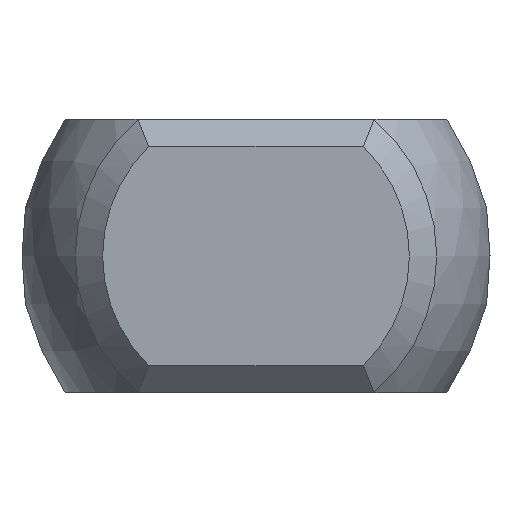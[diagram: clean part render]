
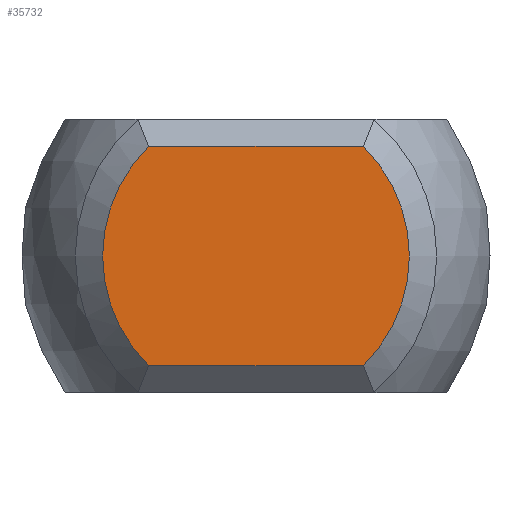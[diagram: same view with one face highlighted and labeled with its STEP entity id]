
A CAD part, left-side view. The second image highlights one B-rep face of the part: STEP entity #35732.
In plain terms, the highlighted planar face has unit normal (-1, 0, 0).
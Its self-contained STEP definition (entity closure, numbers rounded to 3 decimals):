
#32886 = PLANE('',#32887);
#32887 = AXIS2_PLACEMENT_3D('',#32888,#32889,#32890);
#32888 = CARTESIAN_POINT('',(-24.75,3.125,2.25));
#32889 = DIRECTION('',(0.707,0.,-0.707));
#32890 = DIRECTION('',(-0.707,0.,-0.707));
#35081 = EDGE_CURVE('',#35082,#35084,#35086,.T.);
#35082 = VERTEX_POINT('',#35083);
#35083 = CARTESIAN_POINT('',(-25.,-1.96,-2.));
#35084 = VERTEX_POINT('',#35085);
#35085 = CARTESIAN_POINT('',(-25.,-1.96,2.));
#35086 = SURFACE_CURVE('',#35087,(#35092,#35104),.PCURVE_S1.);
#35087 = CIRCLE('',#35088,2.8);
#35088 = AXIS2_PLACEMENT_3D('',#35089,#35090,#35091);
#35089 = CARTESIAN_POINT('',(-25.,0.,0.));
#35090 = DIRECTION('',(-1.,0.,0.));
#35091 = DIRECTION('',(0.,-1.,0.));
#35092 = PCURVE('',#35093,#35098);
#35093 = CONICAL_SURFACE('',#35094,3.05,0.785);
#35094 = AXIS2_PLACEMENT_3D('',#35095,#35096,#35097);
#35095 = CARTESIAN_POINT('',(-24.75,0.,0.));
#35096 = DIRECTION('',(1.,0.,0.));
#35097 = DIRECTION('',(0.,-1.,0.));
#35098 = DEFINITIONAL_REPRESENTATION('',(#35099),#35103);
#35099 = LINE('',#35100,#35101);
#35100 = CARTESIAN_POINT('',(6.283,-0.25));
#35101 = VECTOR('',#35102,1.);
#35102 = DIRECTION('',(-1.,0.));
#35103 = ( GEOMETRIC_REPRESENTATION_CONTEXT(2) 
PARAMETRIC_REPRESENTATION_CONTEXT() REPRESENTATION_CONTEXT('2D SPACE',''
  ) );
#35104 = PCURVE('',#35105,#35110);
#35105 = PLANE('',#35106);
#35106 = AXIS2_PLACEMENT_3D('',#35107,#35108,#35109);
#35107 = CARTESIAN_POINT('',(-25.,0.,0.));
#35108 = DIRECTION('',(1.,0.,0.));
#35109 = DIRECTION('',(0.,0.,-1.));
#35110 = DEFINITIONAL_REPRESENTATION('',(#35111),#35119);
#35111 = ( BOUNDED_CURVE() B_SPLINE_CURVE(2,(#35112,#35113,#35114,#35115
    ,#35116,#35117,#35118),.UNSPECIFIED.,.T.,.F.) 
B_SPLINE_CURVE_WITH_KNOTS((1,2,2,2,2,1),(-2.094,0.,
    2.094,4.189,6.283,8.378),
.UNSPECIFIED.) CURVE() GEOMETRIC_REPRESENTATION_ITEM() 
RATIONAL_B_SPLINE_CURVE((1.,0.5,1.,0.5,1.,0.5,1.)) REPRESENTATION_ITEM(
  '') );
#35112 = CARTESIAN_POINT('',(0.,-2.8));
#35113 = CARTESIAN_POINT('',(-4.85,-2.8));
#35114 = CARTESIAN_POINT('',(-2.425,1.4));
#35115 = CARTESIAN_POINT('',(0.,5.6));
#35116 = CARTESIAN_POINT('',(2.425,1.4));
#35117 = CARTESIAN_POINT('',(4.85,-2.8));
#35118 = CARTESIAN_POINT('',(0.,-2.8));
#35119 = ( GEOMETRIC_REPRESENTATION_CONTEXT(2) 
PARAMETRIC_REPRESENTATION_CONTEXT() REPRESENTATION_CONTEXT('2D SPACE',''
  ) );
#35137 = PLANE('',#35138);
#35138 = AXIS2_PLACEMENT_3D('',#35139,#35140,#35141);
#35139 = CARTESIAN_POINT('',(-24.75,-3.125,-2.25));
#35140 = DIRECTION('',(0.707,0.,0.707)
  );
#35141 = DIRECTION('',(0.707,0.,-0.707));
#35197 = EDGE_CURVE('',#35084,#35198,#35200,.T.);
#35198 = VERTEX_POINT('',#35199);
#35199 = CARTESIAN_POINT('',(-25.,1.96,2.));
#35200 = SURFACE_CURVE('',#35201,(#35205,#35212),.PCURVE_S1.);
#35201 = LINE('',#35202,#35203);
#35202 = CARTESIAN_POINT('',(-25.,3.125,2.));
#35203 = VECTOR('',#35204,1.);
#35204 = DIRECTION('',(0.,1.,0.));
#35205 = PCURVE('',#32886,#35206);
#35206 = DEFINITIONAL_REPRESENTATION('',(#35207),#35211);
#35207 = LINE('',#35208,#35209);
#35208 = CARTESIAN_POINT('',(0.354,0.));
#35209 = VECTOR('',#35210,1.);
#35210 = DIRECTION('',(0.,1.));
#35211 = ( GEOMETRIC_REPRESENTATION_CONTEXT(2) 
PARAMETRIC_REPRESENTATION_CONTEXT() REPRESENTATION_CONTEXT('2D SPACE',''
  ) );
#35212 = PCURVE('',#35105,#35213);
#35213 = DEFINITIONAL_REPRESENTATION('',(#35214),#35218);
#35214 = LINE('',#35215,#35216);
#35215 = CARTESIAN_POINT('',(-2.,3.125));
#35216 = VECTOR('',#35217,1.);
#35217 = DIRECTION('',(0.,1.));
#35218 = ( GEOMETRIC_REPRESENTATION_CONTEXT(2) 
PARAMETRIC_REPRESENTATION_CONTEXT() REPRESENTATION_CONTEXT('2D SPACE',''
  ) );
#35238 = CONICAL_SURFACE('',#35239,3.05,0.785);
#35239 = AXIS2_PLACEMENT_3D('',#35240,#35241,#35242);
#35240 = CARTESIAN_POINT('',(-24.75,0.,0.));
#35241 = DIRECTION('',(1.,0.,0.));
#35242 = DIRECTION('',(-0.,1.,0.));
#35252 = EDGE_CURVE('',#35198,#35253,#35255,.T.);
#35253 = VERTEX_POINT('',#35254);
#35254 = CARTESIAN_POINT('',(-25.,1.96,-2.));
#35255 = SURFACE_CURVE('',#35256,(#35261,#35268),.PCURVE_S1.);
#35256 = CIRCLE('',#35257,2.8);
#35257 = AXIS2_PLACEMENT_3D('',#35258,#35259,#35260);
#35258 = CARTESIAN_POINT('',(-25.,0.,0.));
#35259 = DIRECTION('',(-1.,0.,0.));
#35260 = DIRECTION('',(0.,1.,0.));
#35261 = PCURVE('',#35238,#35262);
#35262 = DEFINITIONAL_REPRESENTATION('',(#35263),#35267);
#35263 = LINE('',#35264,#35265);
#35264 = CARTESIAN_POINT('',(6.283,-0.25));
#35265 = VECTOR('',#35266,1.);
#35266 = DIRECTION('',(-1.,0.));
#35267 = ( GEOMETRIC_REPRESENTATION_CONTEXT(2) 
PARAMETRIC_REPRESENTATION_CONTEXT() REPRESENTATION_CONTEXT('2D SPACE',''
  ) );
#35268 = PCURVE('',#35105,#35269);
#35269 = DEFINITIONAL_REPRESENTATION('',(#35270),#35278);
#35270 = ( BOUNDED_CURVE() B_SPLINE_CURVE(2,(#35271,#35272,#35273,#35274
    ,#35275,#35276,#35277),.UNSPECIFIED.,.T.,.F.) 
B_SPLINE_CURVE_WITH_KNOTS((1,2,2,2,2,1),(-2.094,0.,
    2.094,4.189,6.283,8.378),
.UNSPECIFIED.) CURVE() GEOMETRIC_REPRESENTATION_ITEM() 
RATIONAL_B_SPLINE_CURVE((1.,0.5,1.,0.5,1.,0.5,1.)) REPRESENTATION_ITEM(
  '') );
#35271 = CARTESIAN_POINT('',(0.,2.8));
#35272 = CARTESIAN_POINT('',(4.85,2.8));
#35273 = CARTESIAN_POINT('',(2.425,-1.4));
#35274 = CARTESIAN_POINT('',(0.,-5.6));
#35275 = CARTESIAN_POINT('',(-2.425,-1.4));
#35276 = CARTESIAN_POINT('',(-4.85,2.8));
#35277 = CARTESIAN_POINT('',(0.,2.8));
#35278 = ( GEOMETRIC_REPRESENTATION_CONTEXT(2) 
PARAMETRIC_REPRESENTATION_CONTEXT() REPRESENTATION_CONTEXT('2D SPACE',''
  ) );
#35352 = EDGE_CURVE('',#35253,#35082,#35353,.T.);
#35353 = SURFACE_CURVE('',#35354,(#35358,#35365),.PCURVE_S1.);
#35354 = LINE('',#35355,#35356);
#35355 = CARTESIAN_POINT('',(-25.,-3.125,-2.));
#35356 = VECTOR('',#35357,1.);
#35357 = DIRECTION('',(0.,-1.,0.));
#35358 = PCURVE('',#35137,#35359);
#35359 = DEFINITIONAL_REPRESENTATION('',(#35360),#35364);
#35360 = LINE('',#35361,#35362);
#35361 = CARTESIAN_POINT('',(-0.354,0.));
#35362 = VECTOR('',#35363,1.);
#35363 = DIRECTION('',(0.,-1.));
#35364 = ( GEOMETRIC_REPRESENTATION_CONTEXT(2) 
PARAMETRIC_REPRESENTATION_CONTEXT() REPRESENTATION_CONTEXT('2D SPACE',''
  ) );
#35365 = PCURVE('',#35105,#35366);
#35366 = DEFINITIONAL_REPRESENTATION('',(#35367),#35371);
#35367 = LINE('',#35368,#35369);
#35368 = CARTESIAN_POINT('',(2.,-3.125));
#35369 = VECTOR('',#35370,1.);
#35370 = DIRECTION('',(0.,-1.));
#35371 = ( GEOMETRIC_REPRESENTATION_CONTEXT(2) 
PARAMETRIC_REPRESENTATION_CONTEXT() REPRESENTATION_CONTEXT('2D SPACE',''
  ) );
#35732 = ADVANCED_FACE('',(#35733),#35105,.F.);
#35733 = FACE_BOUND('',#35734,.T.);
#35734 = EDGE_LOOP('',(#35735,#35736,#35737,#35738));
#35735 = ORIENTED_EDGE('',*,*,#35081,.T.);
#35736 = ORIENTED_EDGE('',*,*,#35197,.T.);
#35737 = ORIENTED_EDGE('',*,*,#35252,.T.);
#35738 = ORIENTED_EDGE('',*,*,#35352,.T.);
